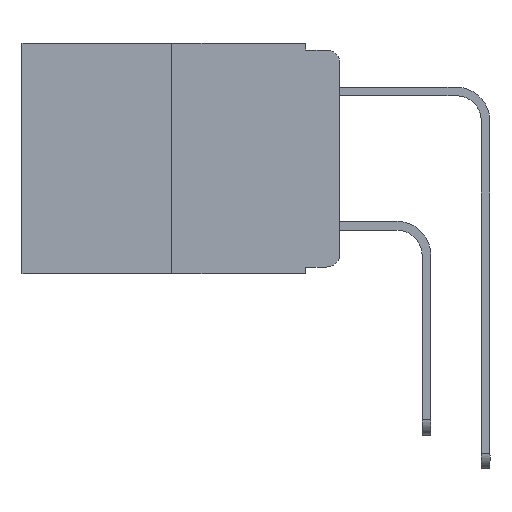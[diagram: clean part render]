
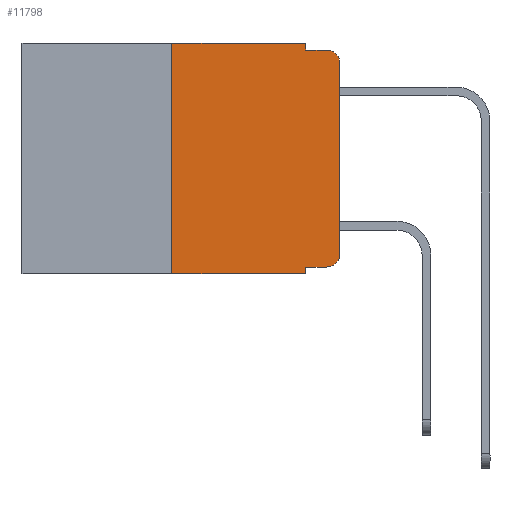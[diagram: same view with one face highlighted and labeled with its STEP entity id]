
A CAD part, left-side view. The second image highlights one B-rep face of the part: STEP entity #11798.
In plain terms, the highlighted planar face has unit normal (-1, 0, 0).
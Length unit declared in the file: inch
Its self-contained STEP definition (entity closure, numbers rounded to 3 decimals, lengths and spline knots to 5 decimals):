
#482 = VECTOR ( 'NONE', #11470, 39.37008 ) ;
#601 = VECTOR ( 'NONE', #9003, 39.37008 ) ;
#674 = CARTESIAN_POINT ( 'NONE',  ( 0., 0.051, -0.01 ) ) ;
#1009 = LINE ( 'NONE', #6707, #3459 ) ;
#1351 = CIRCLE ( 'NONE', #4349, 0.02 ) ;
#1688 = CARTESIAN_POINT ( 'NONE',  ( 0., 0., 0. ) ) ;
#1851 = ORIENTED_EDGE ( 'NONE', *, *, #18136, .T. ) ;
#2200 = VERTEX_POINT ( 'NONE', #7473 ) ;
#2241 = DIRECTION ( 'NONE',  ( 0., -1., 0. ) ) ;
#2357 = ORIENTED_EDGE ( 'NONE', *, *, #17595, .F. ) ;
#2417 = LINE ( 'NONE', #8046, #18176 ) ;
#2965 = LINE ( 'NONE', #18467, #11367 ) ;
#3174 = EDGE_CURVE ( 'NONE', #14990, #11979, #15118, .T. ) ;
#3273 = CARTESIAN_POINT ( 'NONE',  ( 0., 0.02, -0.333 ) ) ;
#3459 = VECTOR ( 'NONE', #12451, 39.37008 ) ;
#3572 = DIRECTION ( 'NONE',  ( 0., 0., -1. ) ) ;
#3671 = CARTESIAN_POINT ( 'NONE',  ( 0., 0.473, 0. ) ) ;
#3914 = ORIENTED_EDGE ( 'NONE', *, *, #8048, .T. ) ;
#3997 = VERTEX_POINT ( 'NONE', #9968 ) ;
#4349 = AXIS2_PLACEMENT_3D ( 'NONE', #13373, #6209, #9218 ) ;
#4852 = EDGE_CURVE ( 'NONE', #6924, #8483, #5494, .T. ) ;
#5494 = CIRCLE ( 'NONE', #12715, 0.02 ) ;
#5745 = LINE ( 'NONE', #14120, #482 ) ;
#6084 = CARTESIAN_POINT ( 'NONE',  ( 0., 0.051, 0. ) ) ;
#6209 = DIRECTION ( 'NONE',  ( -1., 0., 0. ) ) ;
#6349 = EDGE_LOOP ( 'NONE', ( #1851, #17058, #16258, #16147, #2357, #12097, #17431, #14693, #16517, #3914 ) ) ;
#6356 = LINE ( 'NONE', #6084, #601 ) ;
#6707 = CARTESIAN_POINT ( 'NONE',  ( 0., 0.25, 0. ) ) ;
#6924 = VERTEX_POINT ( 'NONE', #12397 ) ;
#7380 = CARTESIAN_POINT ( 'NONE',  ( 0., 0., -0.313 ) ) ;
#7406 = DIRECTION ( 'NONE',  ( 0., 0., 1. ) ) ;
#7413 = CARTESIAN_POINT ( 'NONE',  ( 0., 0.051, -0.343 ) ) ;
#7473 = CARTESIAN_POINT ( 'NONE',  ( 0., 0.25, 0. ) ) ;
#7655 = CARTESIAN_POINT ( 'NONE',  ( 0., 0.051, -0.333 ) ) ;
#8046 = CARTESIAN_POINT ( 'NONE',  ( 0., 0.051, 0. ) ) ;
#8048 = EDGE_CURVE ( 'NONE', #11979, #14924, #1351, .T. ) ;
#8201 = CARTESIAN_POINT ( 'NONE',  ( 0., 0.25, -0.343 ) ) ;
#8382 = VECTOR ( 'NONE', #7406, 39.37008 ) ;
#8483 = VERTEX_POINT ( 'NONE', #14595 ) ;
#9003 = DIRECTION ( 'NONE',  ( 0., 0., -1. ) ) ;
#9126 = AXIS2_PLACEMENT_3D ( 'NONE', #3671, #15035, #3572 ) ;
#9218 = DIRECTION ( 'NONE',  ( 0., 0., -1. ) ) ;
#9360 = DIRECTION ( 'NONE',  ( 0., 0., -1. ) ) ;
#9402 = LINE ( 'NONE', #16659, #13062 ) ;
#9968 = CARTESIAN_POINT ( 'NONE',  ( 0., 0.051, 0. ) ) ;
#10081 = EDGE_CURVE ( 'NONE', #11662, #8483, #9402, .T. ) ;
#10136 = LINE ( 'NONE', #1688, #8382 ) ;
#10212 = EDGE_CURVE ( 'NONE', #12315, #10393, #5745, .T. ) ;
#10260 = CARTESIAN_POINT ( 'NONE',  ( 0., 0.02, -0.03 ) ) ;
#10393 = VERTEX_POINT ( 'NONE', #7413 ) ;
#10410 = VECTOR ( 'NONE', #2241, 39.37008 ) ;
#11227 = DIRECTION ( 'NONE',  ( 0., -1., 0. ) ) ;
#11367 = VECTOR ( 'NONE', #11227, 39.37008 ) ;
#11403 = DIRECTION ( 'NONE',  ( -1., 0., 0. ) ) ;
#11470 = DIRECTION ( 'NONE',  ( 0., -1., 0. ) ) ;
#11662 = VERTEX_POINT ( 'NONE', #674 ) ;
#11798 = ADVANCED_FACE ( 'NONE', ( #18240 ), #12304, .F. ) ;
#11979 = VERTEX_POINT ( 'NONE', #3273 ) ;
#12097 = ORIENTED_EDGE ( 'NONE', *, *, #13876, .F. ) ;
#12153 = EDGE_CURVE ( 'NONE', #14990, #10393, #2417, .T. ) ;
#12304 = PLANE ( 'NONE',  #9126 ) ;
#12315 = VERTEX_POINT ( 'NONE', #8201 ) ;
#12397 = CARTESIAN_POINT ( 'NONE',  ( 0., 0., -0.03 ) ) ;
#12451 = DIRECTION ( 'NONE',  ( 0., 0., 1. ) ) ;
#12715 = AXIS2_PLACEMENT_3D ( 'NONE', #10260, #11403, #15727 ) ;
#13062 = VECTOR ( 'NONE', #13932, 39.37008 ) ;
#13373 = CARTESIAN_POINT ( 'NONE',  ( 0., 0.02, -0.313 ) ) ;
#13876 = EDGE_CURVE ( 'NONE', #12315, #2200, #1009, .T. ) ;
#13932 = DIRECTION ( 'NONE',  ( 0., -1., 0. ) ) ;
#14120 = CARTESIAN_POINT ( 'NONE',  ( 0., 0.473, -0.343 ) ) ;
#14595 = CARTESIAN_POINT ( 'NONE',  ( 0., 0.02, -0.01 ) ) ;
#14693 = ORIENTED_EDGE ( 'NONE', *, *, #12153, .F. ) ;
#14924 = VERTEX_POINT ( 'NONE', #7380 ) ;
#14990 = VERTEX_POINT ( 'NONE', #7655 ) ;
#15035 = DIRECTION ( 'NONE',  ( 1., 0., 0. ) ) ;
#15118 = LINE ( 'NONE', #15399, #10410 ) ;
#15399 = CARTESIAN_POINT ( 'NONE',  ( 0., 0.051, -0.333 ) ) ;
#15727 = DIRECTION ( 'NONE',  ( 0., 0., -1. ) ) ;
#16147 = ORIENTED_EDGE ( 'NONE', *, *, #18253, .F. ) ;
#16258 = ORIENTED_EDGE ( 'NONE', *, *, #10081, .F. ) ;
#16517 = ORIENTED_EDGE ( 'NONE', *, *, #3174, .T. ) ;
#16659 = CARTESIAN_POINT ( 'NONE',  ( 0., 0.051, -0.01 ) ) ;
#17058 = ORIENTED_EDGE ( 'NONE', *, *, #4852, .T. ) ;
#17431 = ORIENTED_EDGE ( 'NONE', *, *, #10212, .T. ) ;
#17595 = EDGE_CURVE ( 'NONE', #2200, #3997, #2965, .T. ) ;
#18136 = EDGE_CURVE ( 'NONE', #14924, #6924, #10136, .T. ) ;
#18176 = VECTOR ( 'NONE', #9360, 39.37008 ) ;
#18240 = FACE_OUTER_BOUND ( 'NONE', #6349, .T. ) ;
#18253 = EDGE_CURVE ( 'NONE', #3997, #11662, #6356, .T. ) ;
#18467 = CARTESIAN_POINT ( 'NONE',  ( 0., 0.473, 0. ) ) ;
